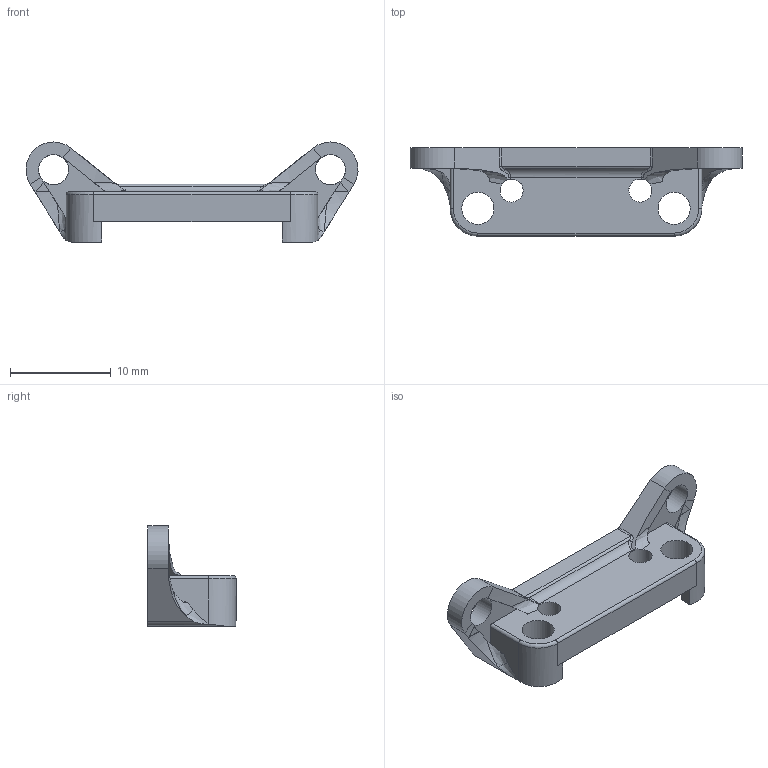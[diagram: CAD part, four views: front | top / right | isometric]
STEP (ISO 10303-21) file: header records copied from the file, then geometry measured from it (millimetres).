
FILE_DESCRIPTION(/* description */ (''),/* implementation_level */ '2;1');
FILE_NAME(/* name */ 'lazer_side.stp',/* time_stamp */ '2023-01-22T23:27:36+03:00',/* author */ ('akapu'),/* organization */ (''),/* preprocessor_version */ 'ST-DEVELOPER v18.1',/* originating_system */ 'Autodesk Inventor 2022',/* authorisation */ '');
FILE_SCHEMA (('AUTOMOTIVE_DESIGN { 1 0 10303 214 3 1 1 }'));
Length unit declared in the file: millimetre
Products named in the file (1): lazer_side
Bounding box: 32.99 x 8.75 x 9.94 mm (x, y, z)
Volume: 827.3 mm3; surface area: 1013.8 mm2
Topology: 1 solids, 1 shells, 70 faces, 194 edges, 120 vertices
Faces by surface type: plane 31, cylinder 21, bspline 16, torus 2
Full cylindrical faces by diameter (mm): 2.3 x2, 3 x2, 3.2 x2
Entity records: 2731 total; most frequent: CARTESIAN_POINT 892, ORIENTED_EDGE 388, DIRECTION 322, EDGE_CURVE 194, VERTEX_POINT 120, AXIS2_PLACEMENT_3D 117, LINE 88, VECTOR 88
